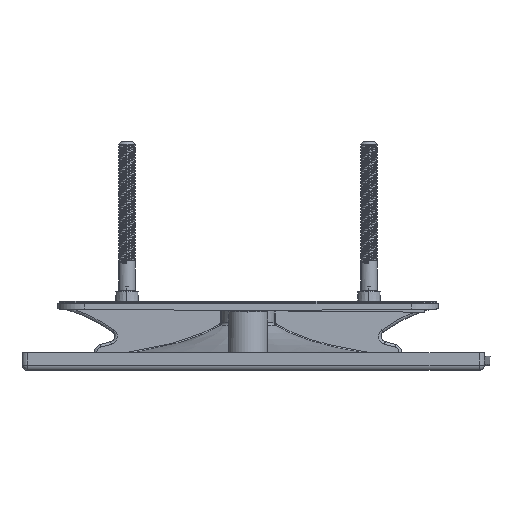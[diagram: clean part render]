
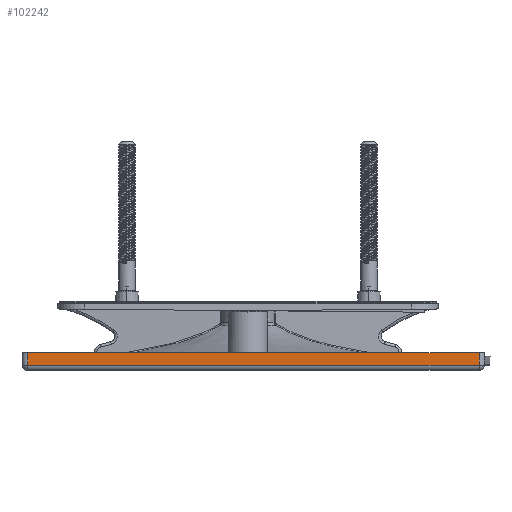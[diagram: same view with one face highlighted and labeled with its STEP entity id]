
A CAD part, left-side view. The second image highlights one B-rep face of the part: STEP entity #102242.
In plain terms, the highlighted planar face has unit normal (-1, 0, -0.018).
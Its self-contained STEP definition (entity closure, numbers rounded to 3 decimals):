
#102109=CARTESIAN_POINT('Vertex',(-170.113,81.,-15.5)) ;
#102112=CARTESIAN_POINT('Line Origine',(-170.113,-2.,-15.5)) ;
#102116=CARTESIAN_POINT('Vertex',(-170.113,-85.,-15.5)) ;
#102192=CARTESIAN_POINT('Line Origine',(-170.057,81.,-18.75)) ;
#102196=CARTESIAN_POINT('Vertex',(-170.034,81.,-20.035)) ;
#102219=CARTESIAN_POINT('Axis2P3D Location',(-170.,-2.,-22.)) ;
#102224=CARTESIAN_POINT('Line Origine',(-170.034,-2.,-20.035)) ;
#102228=CARTESIAN_POINT('Vertex',(-170.034,-85.,-20.035)) ;
#102231=CARTESIAN_POINT('Line Origine',(-170.057,-85.,-18.75)) ;
#102114=VECTOR('Line Direction',#102113,1.) ;
#102194=VECTOR('Line Direction',#102193,1.) ;
#102226=VECTOR('Line Direction',#102225,1.) ;
#102233=VECTOR('Line Direction',#102232,1.) ;
#102113=DIRECTION('Vector Direction',(0.,1.,0.)) ;
#102193=DIRECTION('Vector Direction',(-0.017,0.,1.)) ;
#102220=DIRECTION('Axis2P3D Direction',(1.,0.,0.017)) ;
#102221=DIRECTION('Axis2P3D XDirection',(0.,1.,0.)) ;
#102225=DIRECTION('Vector Direction',(0.,1.,0.)) ;
#102232=DIRECTION('Vector Direction',(-0.017,0.,1.)) ;
#102222=AXIS2_PLACEMENT_3D('Plane Axis2P3D',#102219,#102220,#102221) ;
#102115=LINE('Line',#102112,#102114) ;
#102195=LINE('Line',#102192,#102194) ;
#102227=LINE('Line',#102224,#102226) ;
#102234=LINE('Line',#102231,#102233) ;
#102223=PLANE('',#102222) ;
#102118=EDGE_CURVE('',#102110,#102117,#102115,.F.) ;
#102198=EDGE_CURVE('',#102110,#102197,#102195,.F.) ;
#102230=EDGE_CURVE('',#102229,#102197,#102227,.T.) ;
#102235=EDGE_CURVE('',#102117,#102229,#102234,.F.) ;
#102237=ORIENTED_EDGE('',*,*,#102230,.F.) ;
#102238=ORIENTED_EDGE('',*,*,#102235,.F.) ;
#102239=ORIENTED_EDGE('',*,*,#102118,.F.) ;
#102240=ORIENTED_EDGE('',*,*,#102198,.T.) ;
#102236=EDGE_LOOP('',(#102237,#102238,#102239,#102240)) ;
#102110=VERTEX_POINT('',#102109) ;
#102117=VERTEX_POINT('',#102116) ;
#102197=VERTEX_POINT('',#102196) ;
#102229=VERTEX_POINT('',#102228) ;
#102242=ADVANCED_FACE('PartBody',(#102241),#102223,.F.) ;
#102241=FACE_OUTER_BOUND('',#102236,.T.) ;
